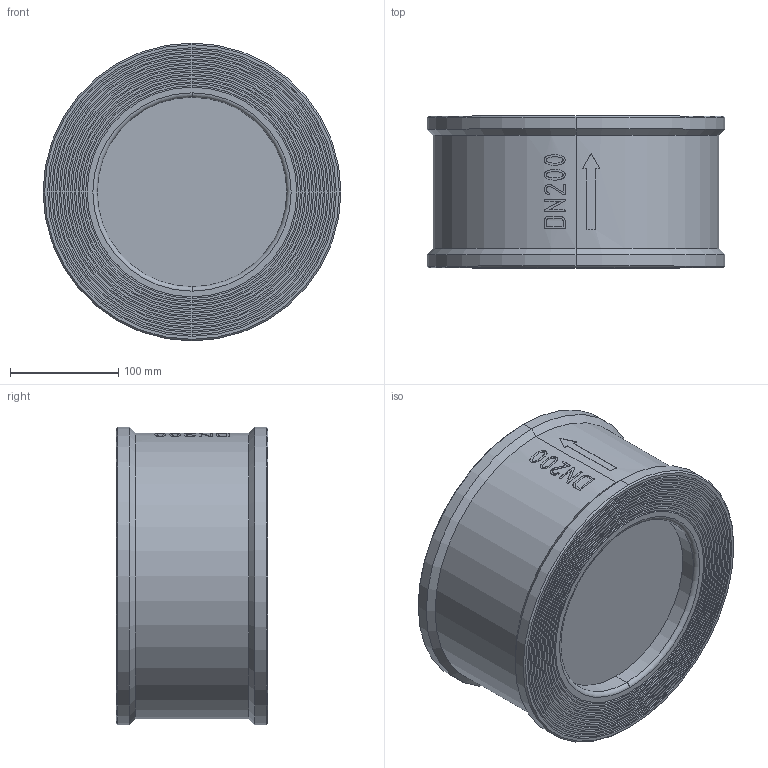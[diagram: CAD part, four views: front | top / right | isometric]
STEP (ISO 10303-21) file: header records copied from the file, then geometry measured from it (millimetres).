
FILE_DESCRIPTION (( 'STEP AP214' ), '1' );
FILE_NAME ('931 DN200.STEP', '2023-10-10T13:29:06', ( 'admin' ), ( 'Hewlett-Packard Company' ), 'SwSTEP 2.0', 'SolidWorks 2015', '' );
FILE_SCHEMA (( 'AUTOMOTIVE_DESIGN' ));
Length unit declared in the file: millimetre
Products named in the file (1): 931 DN200
Bounding box: 275 x 140 x 275 mm (x, y, z)
Volume: 6922319.4 mm3; surface area: 269864.3 mm2
Topology: 1 solids, 1 shells, 181 faces, 433 edges, 284 vertices
Faces by surface type: bspline 65, plane 48, torus 36, cylinder 24, cone 8
Entity records: 20222 total; most frequent: CARTESIAN_POINT 16399, ORIENTED_EDGE 866, DIRECTION 621, EDGE_CURVE 433, VERTEX_POINT 284, AXIS2_PLACEMENT_3D 279, EDGE_LOOP 211, B_SPLINE_CURVE_WITH_KNOTS 208
